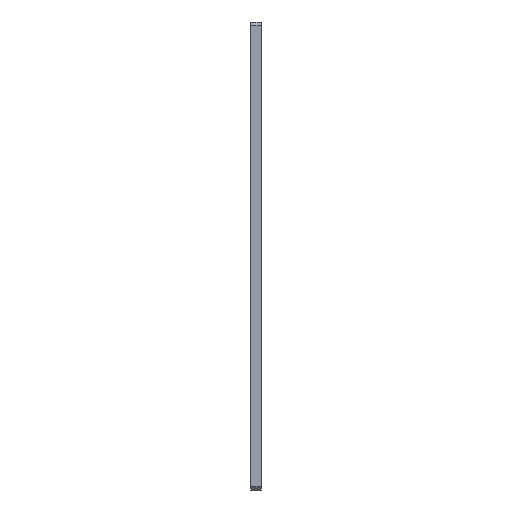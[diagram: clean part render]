
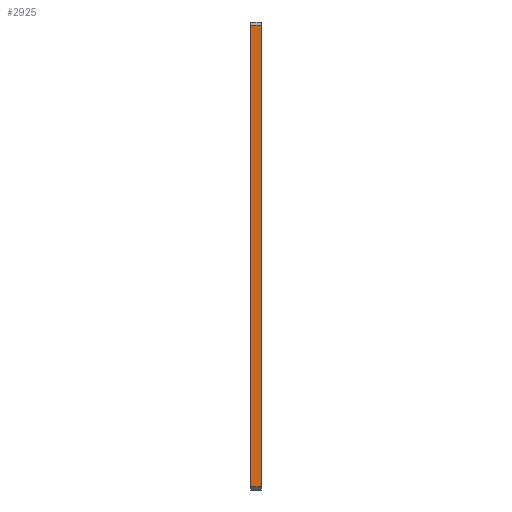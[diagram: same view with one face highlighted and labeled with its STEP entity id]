
A CAD part, left-side view. The second image highlights one B-rep face of the part: STEP entity #2925.
In plain terms, the highlighted planar face has unit normal (-1, 0, 0).
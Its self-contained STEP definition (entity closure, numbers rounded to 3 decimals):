
#108 = AXIS2_PLACEMENT_3D ( 'NONE', #2798, #4039, #931 ) ;
#299 = DIRECTION ( 'NONE',  ( 0., -1., 0. ) ) ;
#735 = CARTESIAN_POINT ( 'NONE',  ( 0., 0., 138. ) ) ;
#808 = ORIENTED_EDGE ( 'NONE', *, *, #1548, .T. ) ;
#931 = DIRECTION ( 'NONE',  ( 0., 0., 1. ) ) ;
#982 = CARTESIAN_POINT ( 'NONE',  ( 0., 6., 140. ) ) ;
#1008 = CARTESIAN_POINT ( 'NONE',  ( 0., 6., 138. ) ) ;
#1011 = VECTOR ( 'NONE', #299, 1000. ) ;
#1231 = DIRECTION ( 'NONE',  ( 0., 1., 0. ) ) ;
#1323 = EDGE_CURVE ( 'NONE', #2487, #2243, #3972, .T. ) ;
#1520 = VERTEX_POINT ( 'NONE', #2560 ) ;
#1527 = LINE ( 'NONE', #3103, #1011 ) ;
#1546 = PLANE ( 'NONE',  #108 ) ;
#1548 = EDGE_CURVE ( 'NONE', #2243, #1520, #2521, .T. ) ;
#1655 = ORIENTED_EDGE ( 'NONE', *, *, #1323, .T. ) ;
#1876 = EDGE_CURVE ( 'NONE', #1520, #3632, #1527, .T. ) ;
#2090 = CARTESIAN_POINT ( 'NONE',  ( 0., 6., 138. ) ) ;
#2178 = DIRECTION ( 'NONE',  ( 0., 0., -1. ) ) ;
#2179 = ORIENTED_EDGE ( 'NONE', *, *, #3328, .F. ) ;
#2181 = CARTESIAN_POINT ( 'NONE',  ( 0., 0., 140. ) ) ;
#2243 = VERTEX_POINT ( 'NONE', #1008 ) ;
#2420 = EDGE_LOOP ( 'NONE', ( #808, #3565, #2179, #1655 ) ) ;
#2487 = VERTEX_POINT ( 'NONE', #735 ) ;
#2521 = LINE ( 'NONE', #982, #2672 ) ;
#2539 = VECTOR ( 'NONE', #3093, 1000. ) ;
#2560 = CARTESIAN_POINT ( 'NONE',  ( 0., 6., -138. ) ) ;
#2672 = VECTOR ( 'NONE', #2178, 1000. ) ;
#2703 = CARTESIAN_POINT ( 'NONE',  ( 0., 0., -138. ) ) ;
#2798 = CARTESIAN_POINT ( 'NONE',  ( 0., 6., 140. ) ) ;
#2925 = ADVANCED_FACE ( 'NONE', ( #3098 ), #1546, .T. ) ;
#3093 = DIRECTION ( 'NONE',  ( 0., 0., -1. ) ) ;
#3098 = FACE_OUTER_BOUND ( 'NONE', #2420, .T. ) ;
#3103 = CARTESIAN_POINT ( 'NONE',  ( 0., 0., -138. ) ) ;
#3328 = EDGE_CURVE ( 'NONE', #2487, #3632, #3710, .T. ) ;
#3516 = VECTOR ( 'NONE', #1231, 1000. ) ;
#3565 = ORIENTED_EDGE ( 'NONE', *, *, #1876, .T. ) ;
#3632 = VERTEX_POINT ( 'NONE', #2703 ) ;
#3710 = LINE ( 'NONE', #2181, #2539 ) ;
#3972 = LINE ( 'NONE', #2090, #3516 ) ;
#4039 = DIRECTION ( 'NONE',  ( -1., 0., 0. ) ) ;
